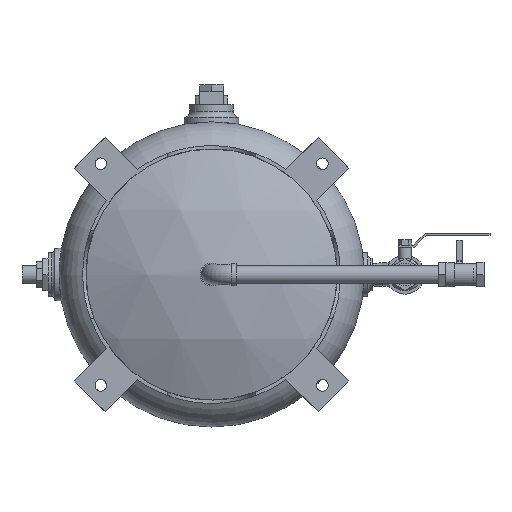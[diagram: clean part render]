
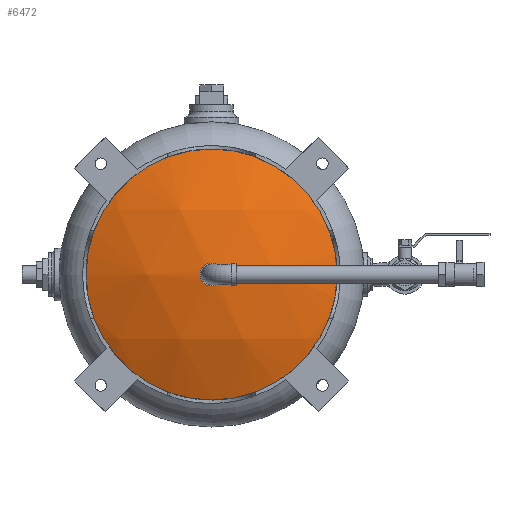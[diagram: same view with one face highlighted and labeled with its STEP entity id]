
A CAD part, front view. The second image highlights one B-rep face of the part: STEP entity #6472.
In plain terms, the highlighted spherical face has radius 330.2 mm.
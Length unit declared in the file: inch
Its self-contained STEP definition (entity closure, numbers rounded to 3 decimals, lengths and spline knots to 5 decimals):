
#28=SPHERICAL_SURFACE('',#6995,13.);
#1734=FACE_BOUND('',#2587,.T.);
#2099=FACE_OUTER_BOUND('',#2586,.T.);
#2586=EDGE_LOOP('',(#5686));
#2587=EDGE_LOOP('',(#5687));
#2698=CIRCLE('',#6724,0.525);
#2781=CIRCLE('',#6988,5.75909);
#3023=VERTEX_POINT('',#9915);
#3324=VERTEX_POINT('',#12134);
#3699=EDGE_CURVE('',#3023,#3023,#2698,.T.);
#4120=EDGE_CURVE('',#3324,#3324,#2781,.T.);
#5686=ORIENTED_EDGE('',*,*,#4120,.T.);
#5687=ORIENTED_EDGE('',*,*,#3699,.T.);
#6472=ADVANCED_FACE('',(#2099,#1734),#28,.T.);
#6724=AXIS2_PLACEMENT_3D('',#9916,#7727,#7728);
#6988=AXIS2_PLACEMENT_3D('',#12135,#8571,#8572);
#6995=AXIS2_PLACEMENT_3D('',#12145,#8588,#8589);
#7727=DIRECTION('center_axis',(0.,1.,0.));
#7728=DIRECTION('ref_axis',(1.,0.,0.));
#8571=DIRECTION('center_axis',(0.,-1.,0.));
#8572=DIRECTION('ref_axis',(-1.,0.,0.));
#8588=DIRECTION('center_axis',(0.,0.,1.));
#8589=DIRECTION('ref_axis',(1.,0.,0.));
#9915=CARTESIAN_POINT('',(-0.525,-12.98939,0.));
#9916=CARTESIAN_POINT('Origin',(0.,-12.98939,
0.));
#12134=CARTESIAN_POINT('',(5.75909,-11.65474,0.));
#12135=CARTESIAN_POINT('Origin',(0.,-11.65474,
0.));
#12145=CARTESIAN_POINT('Origin',(0.,0.,0.));
